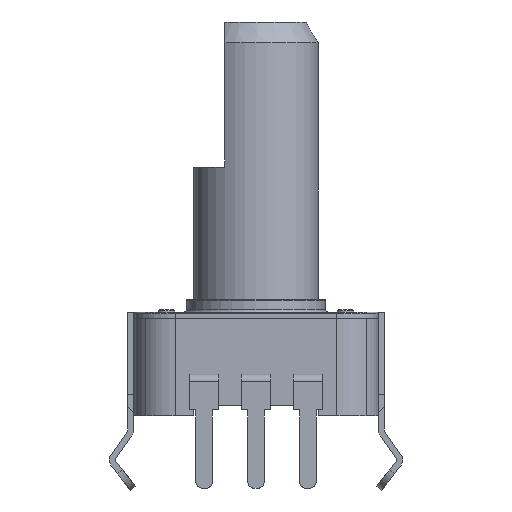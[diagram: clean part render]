
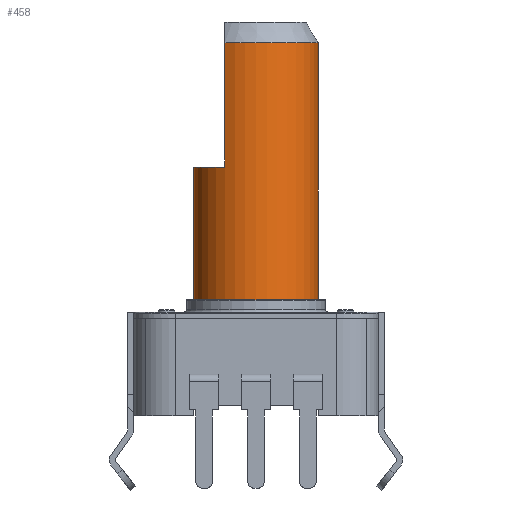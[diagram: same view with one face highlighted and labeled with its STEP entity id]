
A CAD part, front view. The second image highlights one B-rep face of the part: STEP entity #458.
In plain terms, the highlighted cylindrical face has radius 3 mm (diameter 6 mm), a partial arc.
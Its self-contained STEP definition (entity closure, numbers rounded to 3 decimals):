
#103 = DIRECTION ( 'NONE',  ( 1., 0., 0. ) ) ;
#127 = EDGE_CURVE ( 'NONE', #5809, #295, #5051, .T. ) ;
#267 = EDGE_LOOP ( 'NONE', ( #9268, #7233, #4477, #9329, #2158, #5747 ) ) ;
#272 = DIRECTION ( 'NONE',  ( 0., 0., -1. ) ) ;
#295 = VERTEX_POINT ( 'NONE', #5998 ) ;
#458 = ADVANCED_FACE ( 'NONE', ( #4390 ), #1401, .T. ) ;
#604 = VERTEX_POINT ( 'NONE', #7187 ) ;
#778 = DIRECTION ( 'NONE',  ( 1., 0., 0. ) ) ;
#966 = AXIS2_PLACEMENT_3D ( 'NONE', #8944, #272, #7421 ) ;
#1051 = LINE ( 'NONE', #2320, #6413 ) ;
#1072 = VECTOR ( 'NONE', #1165, 1000. ) ;
#1165 = DIRECTION ( 'NONE',  ( 0., 0., -1. ) ) ;
#1401 = CYLINDRICAL_SURFACE ( 'NONE', #2980, 3. ) ;
#1818 = LINE ( 'NONE', #5495, #1072 ) ;
#2002 = EDGE_CURVE ( 'NONE', #9199, #5282, #4989, .T. ) ;
#2027 = EDGE_CURVE ( 'NONE', #604, #5809, #7299, .T. ) ;
#2158 = ORIENTED_EDGE ( 'NONE', *, *, #3377, .T. ) ;
#2281 = CARTESIAN_POINT ( 'NONE',  ( 3., 0., 4.7 ) ) ;
#2320 = CARTESIAN_POINT ( 'NONE',  ( 3., 0., 4.7 ) ) ;
#2966 = DIRECTION ( 'NONE',  ( 1., 0., 0. ) ) ;
#2980 = AXIS2_PLACEMENT_3D ( 'NONE', #4207, #7214, #778 ) ;
#3281 = VERTEX_POINT ( 'NONE', #2281 ) ;
#3377 = EDGE_CURVE ( 'NONE', #5282, #295, #1818, .T. ) ;
#3638 = CARTESIAN_POINT ( 'NONE',  ( -3., 0., 12. ) ) ;
#3946 = DIRECTION ( 'NONE',  ( 0., 0., 1. ) ) ;
#4207 = CARTESIAN_POINT ( 'NONE',  ( 0., 0., 4.7 ) ) ;
#4263 = EDGE_CURVE ( 'NONE', #3281, #9199, #1051, .T. ) ;
#4305 = DIRECTION ( 'NONE',  ( 0., 0., 1. ) ) ;
#4390 = FACE_OUTER_BOUND ( 'NONE', #267, .T. ) ;
#4432 = DIRECTION ( 'NONE',  ( 0., 0., -1. ) ) ;
#4477 = ORIENTED_EDGE ( 'NONE', *, *, #4263, .T. ) ;
#4989 = CIRCLE ( 'NONE', #7435, 3. ) ;
#5051 = CIRCLE ( 'NONE', #6295, 3. ) ;
#5282 = VERTEX_POINT ( 'NONE', #7729 ) ;
#5495 = CARTESIAN_POINT ( 'NONE',  ( -1.5, -2.598, 4.7 ) ) ;
#5747 = ORIENTED_EDGE ( 'NONE', *, *, #127, .F. ) ;
#5795 = CARTESIAN_POINT ( 'NONE',  ( 0., 0., 12. ) ) ;
#5809 = VERTEX_POINT ( 'NONE', #3638 ) ;
#5977 = DIRECTION ( 'NONE',  ( 0., 0., 1. ) ) ;
#5998 = CARTESIAN_POINT ( 'NONE',  ( -1.5, -2.598, 12. ) ) ;
#6295 = AXIS2_PLACEMENT_3D ( 'NONE', #5795, #4305, #2966 ) ;
#6299 = CIRCLE ( 'NONE', #966, 3. ) ;
#6370 = VECTOR ( 'NONE', #5977, 1000. ) ;
#6413 = VECTOR ( 'NONE', #3946, 1000. ) ;
#7187 = CARTESIAN_POINT ( 'NONE',  ( -3., 0., 4.7 ) ) ;
#7214 = DIRECTION ( 'NONE',  ( 0., 0., 1. ) ) ;
#7233 = ORIENTED_EDGE ( 'NONE', *, *, #7271, .F. ) ;
#7271 = EDGE_CURVE ( 'NONE', #3281, #604, #6299, .T. ) ;
#7299 = LINE ( 'NONE', #9399, #6370 ) ;
#7421 = DIRECTION ( 'NONE',  ( 1., 0., 0. ) ) ;
#7435 = AXIS2_PLACEMENT_3D ( 'NONE', #8779, #4432, #103 ) ;
#7729 = CARTESIAN_POINT ( 'NONE',  ( -1.5, -2.598, 18. ) ) ;
#7884 = CARTESIAN_POINT ( 'NONE',  ( 3., 0., 18. ) ) ;
#8779 = CARTESIAN_POINT ( 'NONE',  ( 0., 0., 18. ) ) ;
#8944 = CARTESIAN_POINT ( 'NONE',  ( 0., 0., 4.7 ) ) ;
#9199 = VERTEX_POINT ( 'NONE', #7884 ) ;
#9268 = ORIENTED_EDGE ( 'NONE', *, *, #2027, .F. ) ;
#9329 = ORIENTED_EDGE ( 'NONE', *, *, #2002, .T. ) ;
#9399 = CARTESIAN_POINT ( 'NONE',  ( -3., 0., 4.7 ) ) ;
